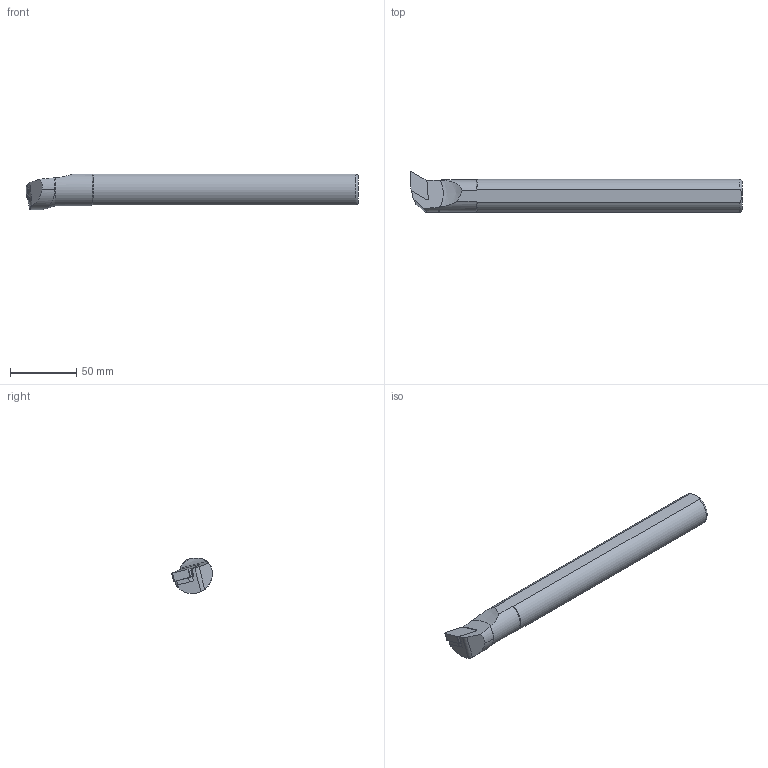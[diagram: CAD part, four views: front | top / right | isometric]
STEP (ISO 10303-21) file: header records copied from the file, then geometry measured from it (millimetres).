
FILE_DESCRIPTION(/* description */ (''),/* implementation_level */ '2;1');
FILE_NAME(/* name */ 'S25S-PDUNL-15.stp',/* time_stamp */ '2023-10-20T19:08:28+03:00',/* author */ (''),/* organization */ (''),/* preprocessor_version */ 'ST-DEVELOPER v19.4',/* originating_system */ 'SIEMENS PLM Software NX2306.3001',/* authorisation */ '');
FILE_SCHEMA (('AUTOMOTIVE_DESIGN { 1 0 10303 214 3 1 1 1 }'));
Length unit declared in the file: millimetre
Products named in the file (1): S25S-PDUNR-15
Bounding box: 249.92 x 30.85 x 26.49 mm (x, y, z)
Volume: 115502.1 mm3; surface area: 20868.9 mm2
Topology: 2 solids, 2 shells, 51 faces, 137 edges, 90 vertices
Faces by surface type: plane 26, cylinder 19, cone 4, torus 1, bspline 1
Entity records: 2517 total; most frequent: CARTESIAN_POINT 1215, ORIENTED_EDGE 270, DIRECTION 264, EDGE_CURVE 135, AXIS2_PLACEMENT_3D 98, VERTEX_POINT 89, LINE 68, VECTOR 68
